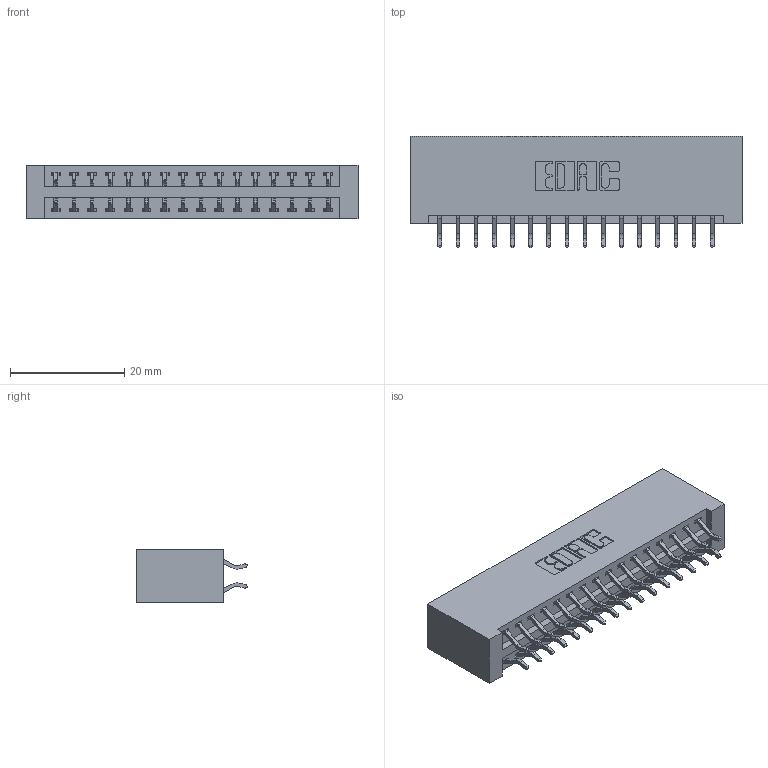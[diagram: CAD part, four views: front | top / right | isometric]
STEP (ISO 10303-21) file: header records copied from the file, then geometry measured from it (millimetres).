
FILE_DESCRIPTION (( 'STEP AP203' ), '1' );
FILE_NAME ('346-032-556-201.STEP', '2018-08-22T09:43:15', ( '' ), ( '' ), 'SwSTEP 2.0', 'SolidWorks 2016', '' );
FILE_SCHEMA (( 'CONFIG_CONTROL_DESIGN' ));
Length unit declared in the file: inch
Products named in the file (3): 346-032-556-201; 346 Part_No Mounting Lugs; 345-292-001_556 Tail
Assembly tree (33 placements, depth 2):
  346-032-556-201
    346 Part_No Mounting Lugs
    345-292-001_556 Tail  x32
Bounding box: 58.04 x 19.57 x 9.4 mm (x, y, z)
Volume: 6029.6 mm3; surface area: 8012.9 mm2
Topology: 33 solids, 33 shells, 1970 faces, 5841 edges, 3850 vertices
Faces by surface type: plane 1320, cylinder 650
Entity records: 13885 total; most frequent: CARTESIAN_POINT 2336, ORIENTED_EDGE 2258, DIRECTION 2093, EDGE_CURVE 1129, VECTOR 933, LINE 933, VERTEX_POINT 750, AXIS2_PLACEMENT_3D 580
